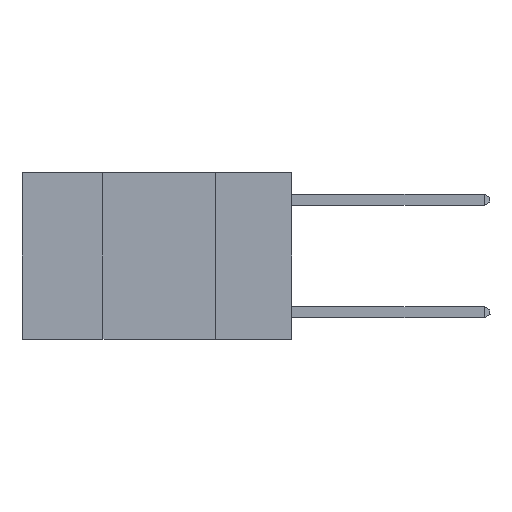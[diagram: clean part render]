
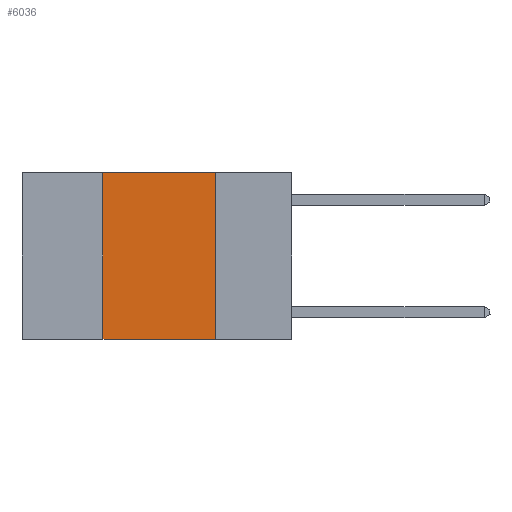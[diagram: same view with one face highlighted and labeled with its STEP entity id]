
A CAD part, left-side view. The second image highlights one B-rep face of the part: STEP entity #6036.
In plain terms, the highlighted planar face has unit normal (-1, 0, 0).
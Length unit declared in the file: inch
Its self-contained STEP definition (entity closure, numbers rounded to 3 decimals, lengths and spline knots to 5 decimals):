
#354 = LINE ( 'NONE', #3733, #2244 ) ;
#771 = LINE ( 'NONE', #5280, #1751 ) ;
#811 = PLANE ( 'NONE',  #13157 ) ;
#1563 = LINE ( 'NONE', #8182, #2242 ) ;
#1751 = VECTOR ( 'NONE', #4084, 39.37008 ) ;
#1913 = CARTESIAN_POINT ( 'NONE',  ( 0., 0.42, 0. ) ) ;
#2242 = VECTOR ( 'NONE', #4885, 39.37008 ) ;
#2244 = VECTOR ( 'NONE', #2549, 39.37008 ) ;
#2480 = VERTEX_POINT ( 'NONE', #13101 ) ;
#2549 = DIRECTION ( 'NONE',  ( 0., -1., 0. ) ) ;
#2701 = VERTEX_POINT ( 'NONE', #5540 ) ;
#2869 = EDGE_CURVE ( 'NONE', #2701, #2480, #354, .T. ) ;
#3546 = ORIENTED_EDGE ( 'NONE', *, *, #11536, .F. ) ;
#3733 = CARTESIAN_POINT ( 'NONE',  ( 0., 0.6, -0.37 ) ) ;
#3826 = VERTEX_POINT ( 'NONE', #14529 ) ;
#4084 = DIRECTION ( 'NONE',  ( 0., 0., 1. ) ) ;
#4200 = CARTESIAN_POINT ( 'NONE',  ( 0., 0.6, 0. ) ) ;
#4427 = DIRECTION ( 'NONE',  ( 0., 0., -1. ) ) ;
#4645 = VERTEX_POINT ( 'NONE', #1913 ) ;
#4885 = DIRECTION ( 'NONE',  ( 0., 0., -1. ) ) ;
#4892 = EDGE_CURVE ( 'NONE', #4645, #3826, #10397, .T. ) ;
#5206 = EDGE_LOOP ( 'NONE', ( #11103, #5768, #3546, #7795 ) ) ;
#5280 = CARTESIAN_POINT ( 'NONE',  ( 0., 0.42, 0. ) ) ;
#5540 = CARTESIAN_POINT ( 'NONE',  ( 0., 0.42, -0.37 ) ) ;
#5768 = ORIENTED_EDGE ( 'NONE', *, *, #4892, .F. ) ;
#6036 = ADVANCED_FACE ( 'NONE', ( #10926 ), #811, .F. ) ;
#6899 = CARTESIAN_POINT ( 'NONE',  ( 0., 0.6, 0. ) ) ;
#7186 = DIRECTION ( 'NONE',  ( 0., -1., 0. ) ) ;
#7795 = ORIENTED_EDGE ( 'NONE', *, *, #2869, .T. ) ;
#8182 = CARTESIAN_POINT ( 'NONE',  ( 0., 0.17, 0. ) ) ;
#10397 = LINE ( 'NONE', #6899, #12218 ) ;
#10926 = FACE_OUTER_BOUND ( 'NONE', #5206, .T. ) ;
#11103 = ORIENTED_EDGE ( 'NONE', *, *, #13210, .F. ) ;
#11536 = EDGE_CURVE ( 'NONE', #2701, #4645, #771, .T. ) ;
#12218 = VECTOR ( 'NONE', #7186, 39.37008 ) ;
#12359 = DIRECTION ( 'NONE',  ( 1., 0., 0. ) ) ;
#13101 = CARTESIAN_POINT ( 'NONE',  ( 0., 0.17, -0.37 ) ) ;
#13157 = AXIS2_PLACEMENT_3D ( 'NONE', #4200, #12359, #4427 ) ;
#13210 = EDGE_CURVE ( 'NONE', #3826, #2480, #1563, .T. ) ;
#14529 = CARTESIAN_POINT ( 'NONE',  ( 0., 0.17, 0. ) ) ;
